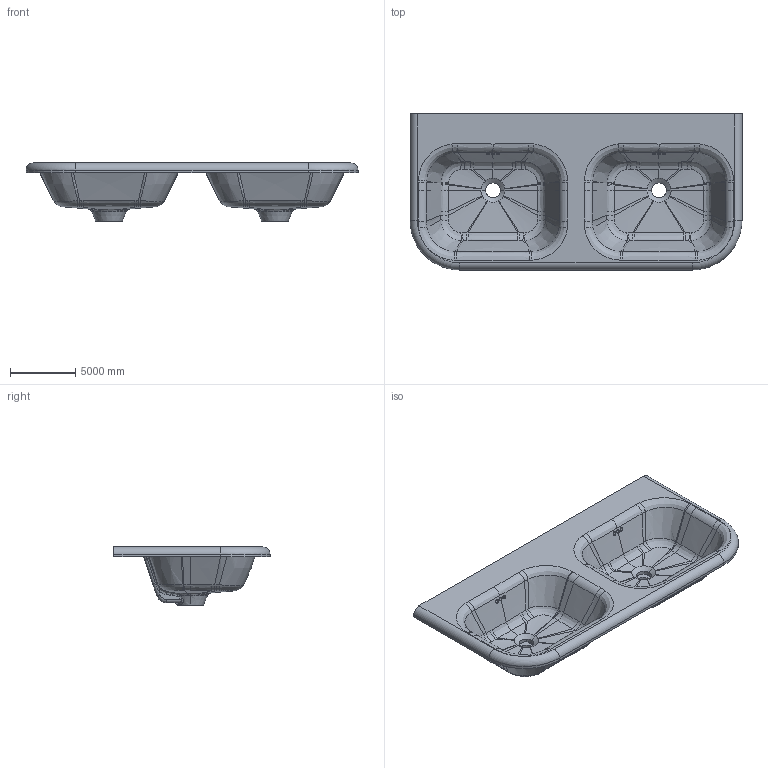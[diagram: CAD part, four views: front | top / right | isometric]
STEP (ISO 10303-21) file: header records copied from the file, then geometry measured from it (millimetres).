
FILE_DESCRIPTION((''),'2;1');
FILE_NAME('11','2023-03-07T',('jessie'),(''),'PRO/ENGINEER BY PARAMETRIC TECHNOLOGY CORPORATION, 2008380','PRO/ENGINEER BY PARAMETRIC TECHNOLOGY CORPORATION, 2008380','');
FILE_SCHEMA(('CONFIG_CONTROL_DESIGN'));
Length unit declared in the file: millimetre
Products named in the file (1): 11
Bounding box: 25400 x 11938 x 4445 mm (x, y, z)
Volume: 148056669402.6 mm3; surface area: 915572797.3 mm2
Topology: 1 solids, 1 shells, 590 faces, 1442 edges, 848 vertices
Faces by surface type: bspline 402, cylinder 98, plane 48, torus 30, cone 8, sphere 4
Entity records: 36281 total; most frequent: CARTESIAN_POINT 25966, ORIENTED_EDGE 2876, EDGE_CURVE 1438, B_SPLINE_CURVE_WITH_KNOTS 1051, DIRECTION 944, VERTEX_POINT 848, EDGE_LOOP 604, FACE_OUTER_BOUND 590
